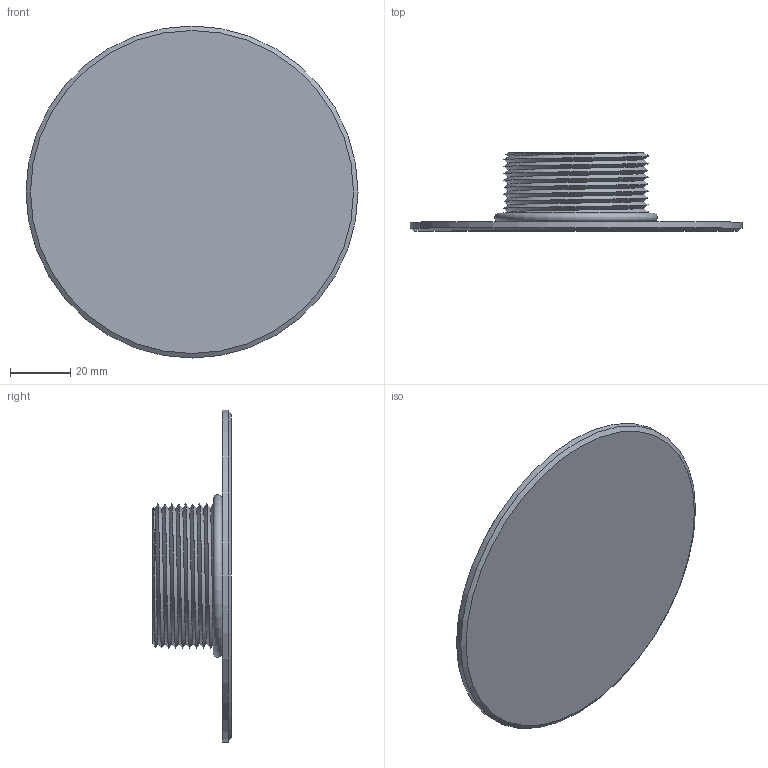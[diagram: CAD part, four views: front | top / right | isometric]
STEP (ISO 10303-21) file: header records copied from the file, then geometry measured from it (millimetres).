
FILE_DESCRIPTION(('STEP AP214'), '1');
FILE_NAME('Ð7-14.1 Çàãëóøêà ê ôîðñóíêå äëÿ ïîäêëþ÷åíèÿ ïûëåñîñà', '2025-04-15T10:15:33', ('Runwill'), (''), 'C3D Converter', 'C3D Toolkit', '');
FILE_SCHEMA(('AUTOMOTIVE_DESIGN { 1 0 10303 214 3 1 1}'));
Length unit declared in the file: millimetre
Assembly tree (1 placements, depth 2):
  (unnamed)
    (unnamed)
Bounding box: 110 x 26 x 110 mm (x, y, z)
Volume: 35299.2 mm3; surface area: 29428.7 mm2
Topology: 2 solids, 2 shells, 23 faces, 53 edges, 34 vertices
Faces by surface type: cylinder 11, plane 7, bspline 2, cone 2, torus 1
Full cylindrical faces by diameter (mm): 42.803 x1, 47.803 x1, 110 x1
Entity records: 4412 total; most frequent: CARTESIAN_POINT 3894, ORIENTED_EDGE 88, DIRECTION 74, EDGE_CURVE 44, VERTEX_POINT 31, AXIS2_PLACEMENT_3D 30, EDGE_LOOP 27, ADVANCED_FACE 22
